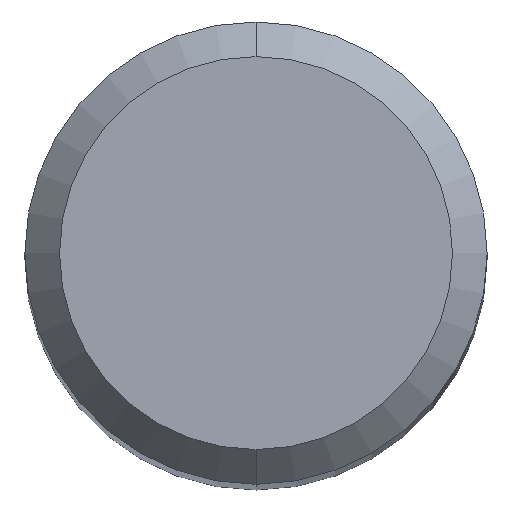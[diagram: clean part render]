
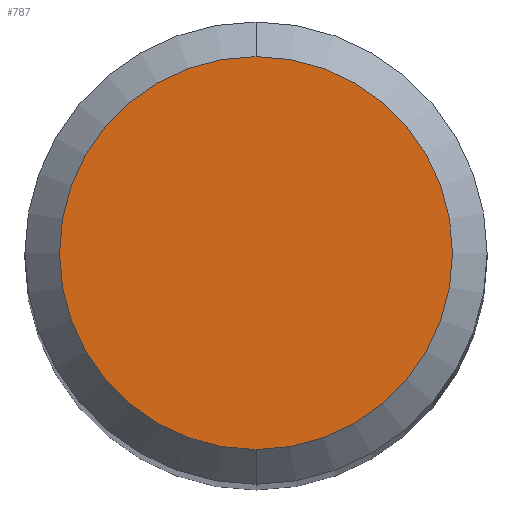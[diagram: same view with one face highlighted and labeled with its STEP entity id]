
A CAD part, top view. The second image highlights one B-rep face of the part: STEP entity #787.
In plain terms, the highlighted planar face has unit normal (0, 0, 1).
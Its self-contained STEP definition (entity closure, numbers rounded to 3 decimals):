
#361=EDGE_CURVE('',#465,#443,#923,.T.);
#443=VERTEX_POINT('',#1012);
#465=VERTEX_POINT('',#1035);
#785=EDGE_CURVE('',#443,#465,#1388,.T.);
#787=ADVANCED_FACE('',(#1390),#1391,.T.);
#923=CIRCLE('',#1560,1.7);
#1012=CARTESIAN_POINT('',(0.,-1.7,0.0));
#1035=CARTESIAN_POINT('',(0.0,1.7,0.0));
#1388=CIRCLE('',#2515,1.7);
#1390=FACE_OUTER_BOUND('',#2517,.T.);
#1391=PLANE('',#2518);
#1560=AXIS2_PLACEMENT_3D('',#2716,#2717,#2718);
#2515=AXIS2_PLACEMENT_3D('',#3298,#3299,#3300);
#2517=EDGE_LOOP('',(#3302,#3303));
#2518=AXIS2_PLACEMENT_3D('',#3304,#3305,#3306);
#2716=CARTESIAN_POINT('',(0.0,0.0,0.0));
#2717=DIRECTION('',(0.0,0.0,-1.0));
#2718=DIRECTION('',(0.0,1.0,0.0));
#3298=CARTESIAN_POINT('',(0.0,0.0,0.0));
#3299=DIRECTION('',(0.0,0.0,-1.0));
#3300=DIRECTION('',(0.0,1.0,0.0));
#3302=ORIENTED_EDGE('',*,*,#361,.F.);
#3303=ORIENTED_EDGE('',*,*,#785,.F.);
#3304=CARTESIAN_POINT('',(0.0,0.85,0.0));
#3305=DIRECTION('',(-0.0,0.0,1.0));
#3306=DIRECTION('',(0.0,-1.0,0.0));
